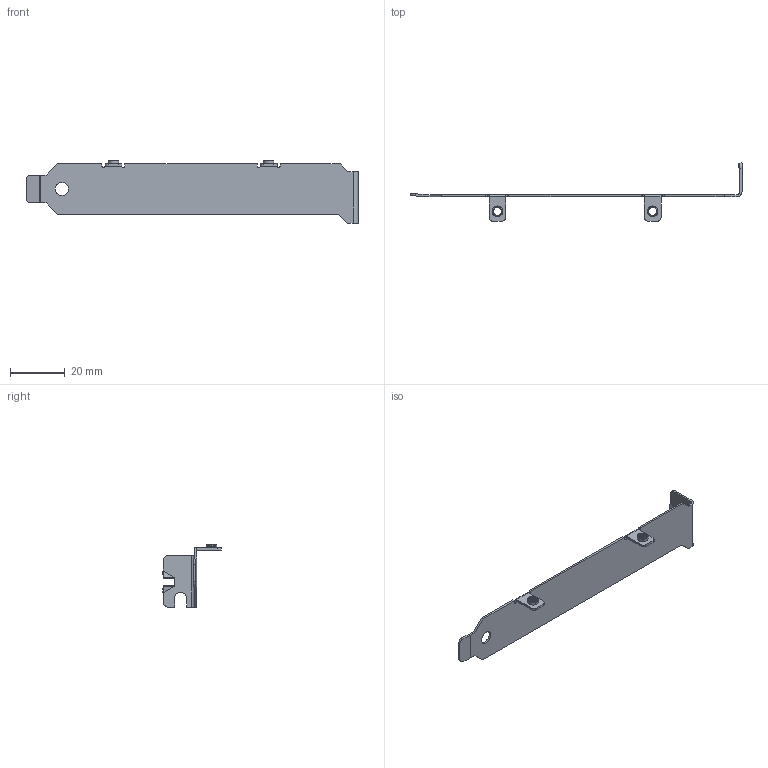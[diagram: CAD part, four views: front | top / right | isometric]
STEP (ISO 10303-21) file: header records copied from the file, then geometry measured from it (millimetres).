
FILE_DESCRIPTION (( 'STEP AP214' ), '1' );
FILE_NAME ('9202.STEP', '2007-12-11T19:51:02', ( 'Richard Maletta' ), ( '' ), 'SwSTEP 2.0', 'SolidWorks 2007', '' );
FILE_SCHEMA (( 'AUTOMOTIVE_DESIGN' ));
Length unit declared in the file: inch
Products named in the file (1): 9202
Bounding box: 120.87 x 21.21 x 22.71 mm (x, y, z)
Volume: 1876.7 mm3; surface area: 5102.5 mm2
Topology: 1 solids, 1 shells, 115 faces, 297 edges, 186 vertices
Faces by surface type: plane 63, cylinder 48, bspline 4
Entity records: 4100 total; most frequent: CARTESIAN_POINT 1339, ORIENTED_EDGE 594, DIRECTION 551, EDGE_CURVE 297, VECTOR 191, LINE 191, VERTEX_POINT 186, AXIS2_PLACEMENT_3D 180
